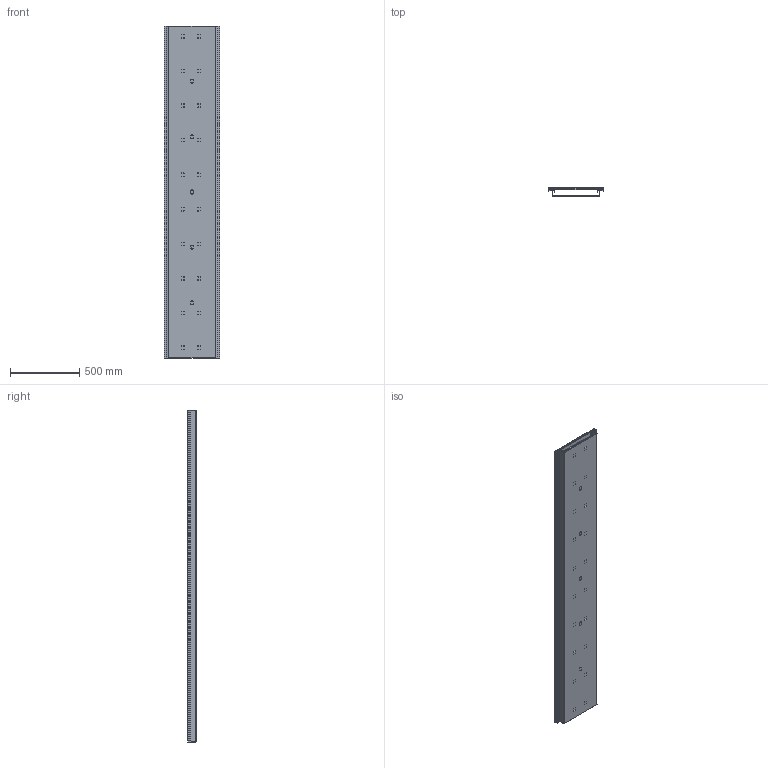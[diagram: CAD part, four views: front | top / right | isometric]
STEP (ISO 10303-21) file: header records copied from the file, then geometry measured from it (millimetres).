
FILE_DESCRIPTION (( 'STEP AP214' ), '1' );
FILE_NAME ('7424720.STP', '2020-12-16T10:12:40', ( '' ), ( '' ), 'SwSTEP 2.0', 'SolidWorks 2020', '' );
FILE_SCHEMA (( 'AUTOMOTIVE_DESIGN' ));
Length unit declared in the file: millimetre
Products named in the file (11): 32812b_Standard; 42955A_Standard; 35104457_Standard; P_30700584_4_Standard; 43928B_Standard; 40737C_Standard; 42945F_Standard; 43931C_Standard; 7424720; 43423G_Standard
Assembly tree (35 placements, depth 3):
  7424720
    43928B_Standard
    43423G_Standard  x2
    32812b_Standard  x2
    40737C_Standard
      43931C_Standard
      P_30700584_4_Standard
    42945F_Standard  x3
    35104457_Standard  x18
    40737C_Standard
      43931C_Standard
      P_30700584_4_Standard
    42955A_Standard  x3
Bounding box: 402.9 x 60 x 2400 mm (x, y, z)
Volume: 6974599.1 mm3; surface area: 6043589.6 mm2
Topology: 33 solids, 33 shells, 800 faces, 2087 edges, 1374 vertices
Faces by surface type: plane 489, cylinder 239, cone 72
Entity records: 14042 total; most frequent: CARTESIAN_POINT 2308, DIRECTION 2279, ORIENTED_EDGE 2238, EDGE_CURVE 1119, LINE 825, VECTOR 825, VERTEX_POINT 740, AXIS2_PLACEMENT_3D 727
